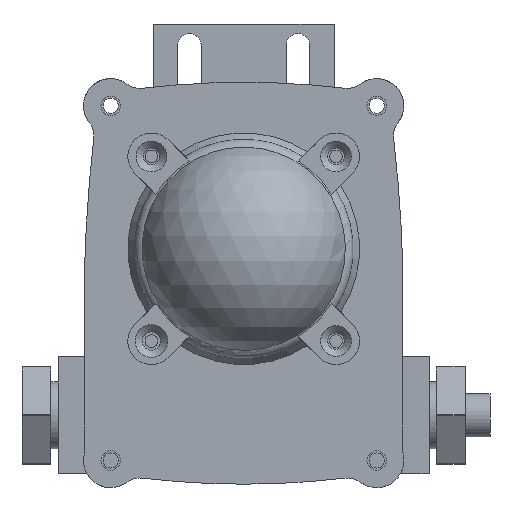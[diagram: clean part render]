
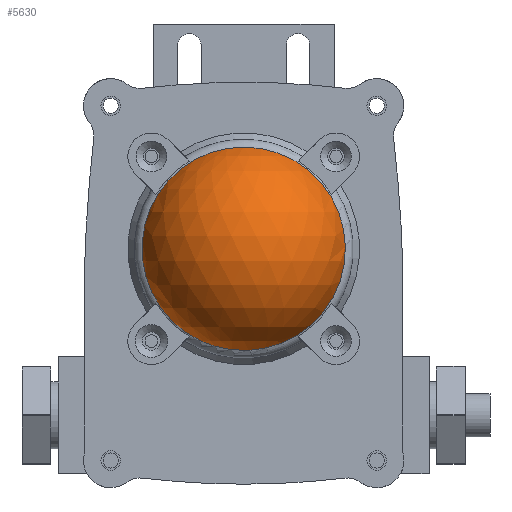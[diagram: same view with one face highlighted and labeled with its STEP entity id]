
A CAD part, left-side view. The second image highlights one B-rep face of the part: STEP entity #5630.
In plain terms, the highlighted spherical face has radius 29 mm.
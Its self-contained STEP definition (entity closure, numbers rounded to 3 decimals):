
#12=SPHERICAL_SURFACE('',#6203,29.);
#1329=FACE_OUTER_BOUND('',#1705,.T.);
#1705=EDGE_LOOP('',(#4640));
#2081=CIRCLE('',#6204,28.09);
#2582=VERTEX_POINT('',#9351);
#3295=EDGE_CURVE('',#2582,#2582,#2081,.T.);
#4640=ORIENTED_EDGE('',*,*,#3295,.F.);
#5630=ADVANCED_FACE('',(#1329),#12,.T.);
#6203=AXIS2_PLACEMENT_3D('',#9350,#7691,#7692);
#6204=AXIS2_PLACEMENT_3D('',#9352,#7693,#7694);
#7691=DIRECTION('center_axis',(0.,0.,1.));
#7692=DIRECTION('ref_axis',(1.,0.,0.));
#7693=DIRECTION('center_axis',(1.,0.,0.));
#7694=DIRECTION('ref_axis',(0.,0.,1.));
#9350=CARTESIAN_POINT('Origin',(-16.5,51.25,-47.012));
#9351=CARTESIAN_POINT('',(-23.707,51.25,-18.922));
#9352=CARTESIAN_POINT('Origin',(-23.707,51.25,-47.012));
